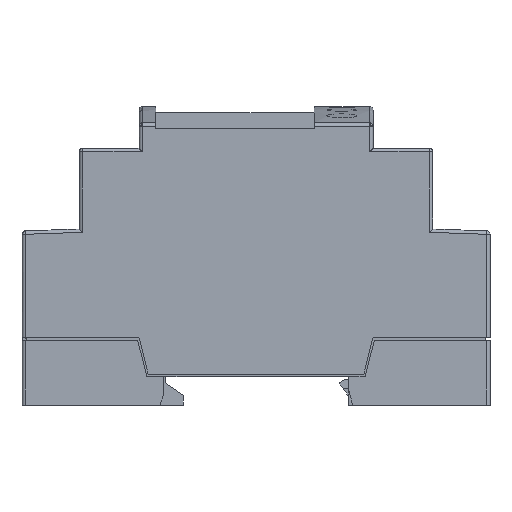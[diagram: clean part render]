
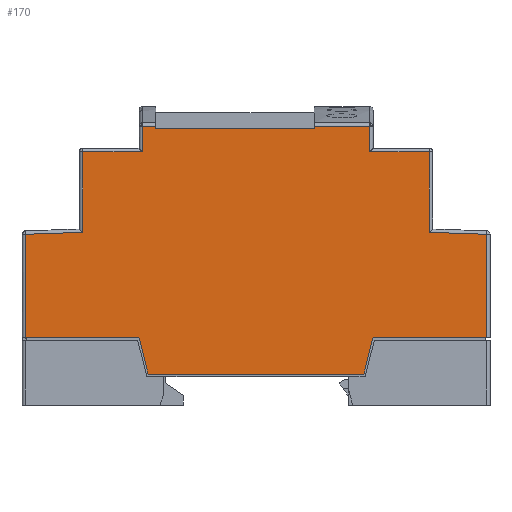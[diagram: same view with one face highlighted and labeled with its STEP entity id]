
A CAD part, left-side view. The second image highlights one B-rep face of the part: STEP entity #170.
In plain terms, the highlighted planar face has unit normal (-1, 0, 0).
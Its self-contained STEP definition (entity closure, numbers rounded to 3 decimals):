
#170=ADVANCED_FACE('Corps principal',(#1127),#1128,.F.);
#1127=FACE_OUTER_BOUND('',#2964,.T.);
#1128=PLANE('',#2965);
#2964=EDGE_LOOP('',(#5543,#5544,#5545,#5546,#5547,#5548,#5549,#5550,#5551,#5552,#5553,#5554,#5555,#5556,#5557,#5558,#5559,#5560,#5561,#5562));
#2965=AXIS2_PLACEMENT_3D('',#5563,#5564,#5565);
#5543=ORIENTED_EDGE('',*,*,#11898,.F.);
#5544=ORIENTED_EDGE('',*,*,#11899,.T.);
#5545=ORIENTED_EDGE('',*,*,#11900,.F.);
#5546=ORIENTED_EDGE('',*,*,#11901,.F.);
#5547=ORIENTED_EDGE('',*,*,#11902,.F.);
#5548=ORIENTED_EDGE('',*,*,#11903,.F.);
#5549=ORIENTED_EDGE('',*,*,#11904,.F.);
#5550=ORIENTED_EDGE('',*,*,#11905,.F.);
#5551=ORIENTED_EDGE('',*,*,#11808,.F.);
#5552=ORIENTED_EDGE('',*,*,#11897,.F.);
#5553=ORIENTED_EDGE('',*,*,#11906,.T.);
#5554=ORIENTED_EDGE('',*,*,#11907,.F.);
#5555=ORIENTED_EDGE('',*,*,#11908,.T.);
#5556=ORIENTED_EDGE('',*,*,#11909,.F.);
#5557=ORIENTED_EDGE('',*,*,#11910,.T.);
#5558=ORIENTED_EDGE('',*,*,#11911,.F.);
#5559=ORIENTED_EDGE('',*,*,#11912,.F.);
#5560=ORIENTED_EDGE('',*,*,#11913,.T.);
#5561=ORIENTED_EDGE('',*,*,#11914,.T.);
#5562=ORIENTED_EDGE('',*,*,#11915,.T.);
#5563=CARTESIAN_POINT('',(-35.6,0.0,0.0));
#5564=DIRECTION('',(1.0,-0.0,0.0));
#5565=DIRECTION('',(0.0,1.0,0.0));
#11808=EDGE_CURVE('',#14155,#14157,#14158,.T.);
#11897=EDGE_CURVE('',#14311,#14155,#14313,.T.);
#11898=EDGE_CURVE('',#13852,#14314,#14315,.T.);
#11899=EDGE_CURVE('',#13852,#14316,#14317,.F.);
#11900=EDGE_CURVE('',#13846,#14316,#14318,.F.);
#11901=EDGE_CURVE('',#14319,#13846,#14320,.T.);
#11902=EDGE_CURVE('',#14321,#14319,#14322,.T.);
#11903=EDGE_CURVE('',#14323,#14321,#14324,.T.);
#11904=EDGE_CURVE('',#14325,#14323,#14326,.T.);
#11905=EDGE_CURVE('',#14157,#14325,#14327,.T.);
#11906=EDGE_CURVE('',#14311,#14328,#14329,.F.);
#11907=EDGE_CURVE('',#14330,#14328,#14331,.T.);
#11908=EDGE_CURVE('',#14330,#14332,#14333,.F.);
#11909=EDGE_CURVE('',#14334,#14332,#14335,.T.);
#11910=EDGE_CURVE('',#14334,#14336,#14337,.T.);
#11911=EDGE_CURVE('',#14338,#14336,#14339,.T.);
#11912=EDGE_CURVE('',#14340,#14338,#14341,.T.);
#11913=EDGE_CURVE('',#14340,#14342,#14343,.T.);
#11914=EDGE_CURVE('',#14342,#14344,#14345,.T.);
#11915=EDGE_CURVE('',#14344,#14314,#14346,.T.);
#13846=VERTEX_POINT('',#18291);
#13852=VERTEX_POINT('',#18297);
#14155=VERTEX_POINT('',#19190);
#14157=VERTEX_POINT('',#19203);
#14158=LINE('',#19204,#19205);
#14311=VERTEX_POINT('',#19492);
#14313=LINE('',#19494,#19495);
#14314=VERTEX_POINT('',#19496);
#14315=LINE('',#19497,#19498);
#14316=VERTEX_POINT('',#19499);
#14317=LINE('',#19500,#19501);
#14318=LINE('',#19502,#19503);
#14319=VERTEX_POINT('',#19504);
#14320=LINE('',#19505,#19506);
#14321=VERTEX_POINT('',#19507);
#14322=LINE('',#19508,#19509);
#14323=VERTEX_POINT('',#19510);
#14324=LINE('',#19511,#19512);
#14325=VERTEX_POINT('',#19513);
#14326=LINE('',#19514,#19515);
#14327=LINE('',#19516,#19517);
#14328=VERTEX_POINT('',#19518);
#14329=LINE('',#19519,#19520);
#14330=VERTEX_POINT('',#19521);
#14331=LINE('',#19522,#19523);
#14332=VERTEX_POINT('',#19524);
#14333=LINE('',#19525,#19526);
#14334=VERTEX_POINT('',#19527);
#14335=LINE('',#19528,#19529);
#14336=VERTEX_POINT('',#19530);
#14337=LINE('',#19531,#19532);
#14338=VERTEX_POINT('',#19533);
#14339=LINE('',#19534,#19535);
#14340=VERTEX_POINT('',#19536);
#14341=LINE('',#19537,#19538);
#14342=VERTEX_POINT('',#19539);
#14343=LINE('',#19540,#19541);
#14344=VERTEX_POINT('',#19542);
#14345=LINE('',#19543,#19544);
#14346=LINE('',#19545,#19546);
#18291=CARTESIAN_POINT('',(-35.6,44.35,19.872));
#18297=CARTESIAN_POINT('',(-35.6,33.35,35.75));
#19190=CARTESIAN_POINT('',(-35.6,-44.35,0.));
#19203=CARTESIAN_POINT('',(-35.6,-22.5,0.));
#19204=CARTESIAN_POINT('',(-35.6,-33.425,0.));
#19205=VECTOR('',#26782,1.0);
#19492=CARTESIAN_POINT('',(-35.6,-44.35,19.872));
#19494=CARTESIAN_POINT('',(-35.6,-44.35,17.103));
#19495=VECTOR('',#26883,1.0);
#19496=CARTESIAN_POINT('',(-35.6,21.85,35.75));
#19497=CARTESIAN_POINT('',(-35.6,27.6,35.75));
#19498=VECTOR('',#26884,1.0);
#19499=CARTESIAN_POINT('',(-35.6,33.35,20.256));
#19500=CARTESIAN_POINT('',(-35.6,33.35,28.003));
#19501=VECTOR('',#26885,1.0);
#19502=CARTESIAN_POINT('',(-35.6,38.85,20.064));
#19503=VECTOR('',#26886,1.0);
#19504=CARTESIAN_POINT('',(-35.6,44.35,0.0));
#19505=CARTESIAN_POINT('',(-35.6,44.35,9.936));
#19506=VECTOR('',#26887,1.0);
#19507=CARTESIAN_POINT('',(-35.6,22.5,0.));
#19508=CARTESIAN_POINT('',(-35.6,33.425,0.0));
#19509=VECTOR('',#26888,1.0);
#19510=CARTESIAN_POINT('',(-35.6,20.755,-7.0));
#19511=CARTESIAN_POINT('',(-35.6,21.627,-3.5));
#19512=VECTOR('',#26889,1.0);
#19513=CARTESIAN_POINT('',(-35.6,-20.755,-7.0));
#19514=CARTESIAN_POINT('',(-35.6,0.0,-7.0));
#19515=VECTOR('',#26890,1.0);
#19516=CARTESIAN_POINT('',(-35.6,-21.627,-3.5));
#19517=VECTOR('',#26891,1.0);
#19518=CARTESIAN_POINT('',(-35.6,-33.35,20.256));
#19519=CARTESIAN_POINT('',(-35.6,-38.85,20.064));
#19520=VECTOR('',#26892,1.0);
#19521=CARTESIAN_POINT('',(-35.6,-33.35,35.75));
#19522=CARTESIAN_POINT('',(-35.6,-33.35,28.003));
#19523=VECTOR('',#26893,1.0);
#19524=CARTESIAN_POINT('',(-35.6,-21.85,35.75));
#19525=CARTESIAN_POINT('',(-35.6,-27.6,35.75));
#19526=VECTOR('',#26894,1.0);
#19527=CARTESIAN_POINT('',(-35.6,-21.85,40.662));
#19528=CARTESIAN_POINT('',(-35.6,-21.85,38.206));
#19529=VECTOR('',#26895,1.0);
#19530=CARTESIAN_POINT('',(-35.6,-11.2,40.662));
#19531=CARTESIAN_POINT('',(-35.6,-16.525,40.662));
#19532=VECTOR('',#26896,1.0);
#19533=CARTESIAN_POINT('',(-35.6,-11.2,40.2));
#19534=CARTESIAN_POINT('',(-35.6,-11.2,40.431));
#19535=VECTOR('',#26897,1.0);
#19536=CARTESIAN_POINT('',(-35.6,19.3,40.2));
#19537=CARTESIAN_POINT('',(-35.6,4.05,40.2));
#19538=VECTOR('',#26898,1.0);
#19539=CARTESIAN_POINT('',(-35.6,19.3,40.662));
#19540=CARTESIAN_POINT('',(-35.6,19.3,40.431));
#19541=VECTOR('',#26899,1.0);
#19542=CARTESIAN_POINT('',(-35.6,21.85,40.662));
#19543=CARTESIAN_POINT('',(-35.6,20.575,40.662));
#19544=VECTOR('',#26900,1.0);
#19545=CARTESIAN_POINT('',(-35.6,21.85,38.206));
#19546=VECTOR('',#26901,1.0);
#26782=DIRECTION('',(0.0,1.0,0.0));
#26883=DIRECTION('',(0.0,0.0,-1.0));
#26884=DIRECTION('',(0.0,-1.0,0.0));
#26885=DIRECTION('',(0.0,0.0,1.0));
#26886=DIRECTION('',(0.0,0.999,-0.035));
#26887=DIRECTION('',(0.0,0.0,1.0));
#26888=DIRECTION('',(0.0,1.0,0.0));
#26889=DIRECTION('',(0.0,0.242,0.97));
#26890=DIRECTION('',(0.0,1.0,0.0));
#26891=DIRECTION('',(0.0,0.242,-0.97));
#26892=DIRECTION('',(0.0,-0.999,-0.035));
#26893=DIRECTION('',(0.0,0.0,-1.0));
#26894=DIRECTION('',(0.0,-1.0,0.0));
#26895=DIRECTION('',(0.0,0.0,-1.0));
#26896=DIRECTION('',(0.0,1.0,0.0));
#26897=DIRECTION('',(0.0,0.0,1.0));
#26898=DIRECTION('',(0.0,-1.0,0.0));
#26899=DIRECTION('',(0.0,0.0,1.0));
#26900=DIRECTION('',(0.0,1.0,0.0));
#26901=DIRECTION('',(0.0,0.0,-1.0));
